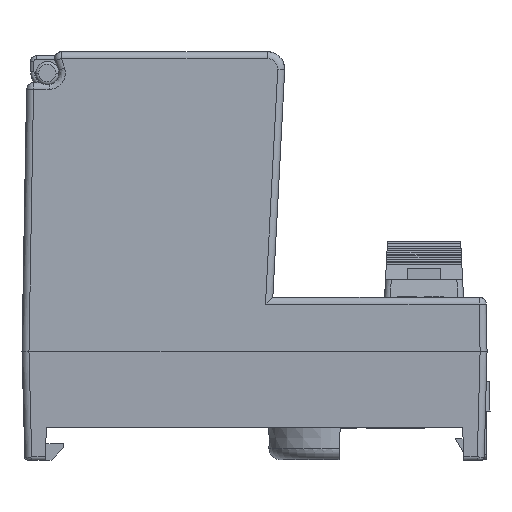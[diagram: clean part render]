
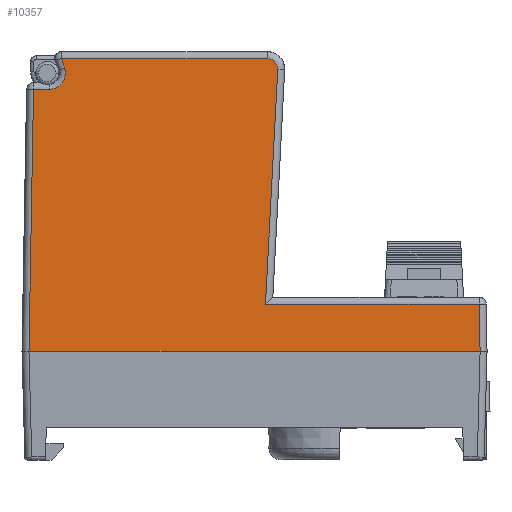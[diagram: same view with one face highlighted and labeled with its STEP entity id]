
A CAD part, front view. The second image highlights one B-rep face of the part: STEP entity #10357.
In plain terms, the highlighted planar face has unit normal (0, -1, 0.002).
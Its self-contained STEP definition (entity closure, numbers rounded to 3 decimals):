
#5003=FACE_OUTER_BOUND('',#50652,.T.);
#10357=ADVANCED_FACE('',(#5003),#15829,.F.);
#15829=PLANE('',#113678);
#17537=CIRCLE('',#113677,0.9);
#28856=LINE('',#165392,#42792);
#28857=LINE('',#165395,#42793);
#28858=LINE('',#165397,#42794);
#28859=LINE('',#165399,#42795);
#28860=LINE('',#165403,#42796);
#28861=LINE('',#165405,#42797);
#28862=LINE('',#165406,#42798);
#28863=LINE('',#165408,#42799);
#42792=VECTOR('',#134126,1.);
#42793=VECTOR('',#134127,1.);
#42794=VECTOR('',#134128,1.);
#42795=VECTOR('',#134129,1.);
#42796=VECTOR('',#134132,1.);
#42797=VECTOR('',#134133,1.);
#42798=VECTOR('',#134134,1.);
#42799=VECTOR('',#134135,1.);
#50652=EDGE_LOOP('',(#73105,#73106,#73107,#73108,#73109,#73110,#73111,#73112,
#73113,#73114));
#73105=ORIENTED_EDGE('',*,*,#104666,.F.);
#73106=ORIENTED_EDGE('',*,*,#104667,.T.);
#73107=ORIENTED_EDGE('',*,*,#104668,.F.);
#73108=ORIENTED_EDGE('',*,*,#104669,.T.);
#73109=ORIENTED_EDGE('',*,*,#104670,.T.);
#73110=ORIENTED_EDGE('',*,*,#104671,.F.);
#73111=ORIENTED_EDGE('',*,*,#104672,.T.);
#73112=ORIENTED_EDGE('',*,*,#104663,.T.);
#73113=ORIENTED_EDGE('',*,*,#104673,.F.);
#73114=ORIENTED_EDGE('',*,*,#104674,.T.);
#91079=VERTEX_POINT('',#165334);
#91080=VERTEX_POINT('',#165341);
#91082=VERTEX_POINT('',#165393);
#91083=VERTEX_POINT('',#165394);
#91084=VERTEX_POINT('',#165396);
#91085=VERTEX_POINT('',#165398);
#91086=VERTEX_POINT('',#165400);
#91087=VERTEX_POINT('',#165402);
#91088=VERTEX_POINT('',#165404);
#91089=VERTEX_POINT('',#165407);
#104663=EDGE_CURVE('',#91080,#91079,#109664,.T.);
#104666=EDGE_CURVE('',#91082,#91083,#28856,.T.);
#104667=EDGE_CURVE('',#91082,#91084,#28857,.T.);
#104668=EDGE_CURVE('',#91085,#91084,#28858,.T.);
#104669=EDGE_CURVE('',#91085,#91086,#28859,.T.);
#104670=EDGE_CURVE('',#91086,#91087,#17537,.T.);
#104671=EDGE_CURVE('',#91088,#91087,#28860,.T.);
#104672=EDGE_CURVE('',#91088,#91080,#28861,.T.);
#104673=EDGE_CURVE('',#91089,#91079,#28862,.T.);
#104674=EDGE_CURVE('',#91089,#91083,#28863,.T.);
#109664=B_SPLINE_CURVE_WITH_KNOTS('',3,(#165335,#165336,#165337,#165338,
#165339,#165340),.UNSPECIFIED.,.F.,.F.,(4,2,4),(0.,0.5,1.),.UNSPECIFIED.);
#113677=AXIS2_PLACEMENT_3D('',#165401,#134130,#134131);
#113678=AXIS2_PLACEMENT_3D('',#165409,#134136,#134137);
#134126=DIRECTION('',(-1.,0.,0.));
#134127=DIRECTION('',(-0.017,0.002,1.));
#134128=DIRECTION('',(1.,0.,0.));
#134129=DIRECTION('',(0.052,0.002,0.999));
#134130=DIRECTION('',(0.,-1.,0.002));
#134131=DIRECTION('',(0.,0.002,1.));
#134132=DIRECTION('',(1.,0.,0.));
#134133=DIRECTION('',(0.308,-0.002,-0.951));
#134134=DIRECTION('',(1.,0.,0.));
#134135=DIRECTION('',(-0.017,-0.002,-1.));
#134136=DIRECTION('',(0.,1.,-0.002));
#134137=DIRECTION('',(1.,0.,0.));
#165334=CARTESIAN_POINT('',(-51.523,79.353,22.551));
#165335=CARTESIAN_POINT('',(-50.191,79.356,24.382));
#165336=CARTESIAN_POINT('',(-50.055,79.356,23.961));
#165337=CARTESIAN_POINT('',(-50.134,79.355,23.481));
#165338=CARTESIAN_POINT('',(-50.648,79.354,22.774));
#165339=CARTESIAN_POINT('',(-51.079,79.353,22.552));
#165340=CARTESIAN_POINT('',(-51.523,79.353,22.551));
#165341=CARTESIAN_POINT('',(-50.191,79.356,24.382));
#165392=CARTESIAN_POINT('',(-14.406,79.314,0.));
#165393=CARTESIAN_POINT('',(-14.406,79.314,0.));
#165394=CARTESIAN_POINT('',(-53.256,79.314,0.));
#165395=CARTESIAN_POINT('',(-14.477,79.321,4.051));
#165396=CARTESIAN_POINT('',(-14.477,79.321,4.051));
#165397=CARTESIAN_POINT('',(-14.477,79.321,4.051));
#165398=CARTESIAN_POINT('',(-32.889,79.321,4.051));
#165399=CARTESIAN_POINT('',(-31.83,79.356,24.254));
#165400=CARTESIAN_POINT('',(-31.83,79.356,24.254));
#165401=CARTESIAN_POINT('',(-32.729,79.356,24.301));
#165402=CARTESIAN_POINT('',(-32.729,79.358,25.201));
#165403=CARTESIAN_POINT('',(-32.729,79.358,25.201));
#165404=CARTESIAN_POINT('',(-50.456,79.358,25.201));
#165405=CARTESIAN_POINT('',(-50.191,79.356,24.382));
#165406=CARTESIAN_POINT('',(-51.523,79.353,22.551));
#165407=CARTESIAN_POINT('',(-52.863,79.353,22.551));
#165408=CARTESIAN_POINT('',(-53.256,79.314,0.));
#165409=CARTESIAN_POINT('',(-10.005,79.359,25.8));
